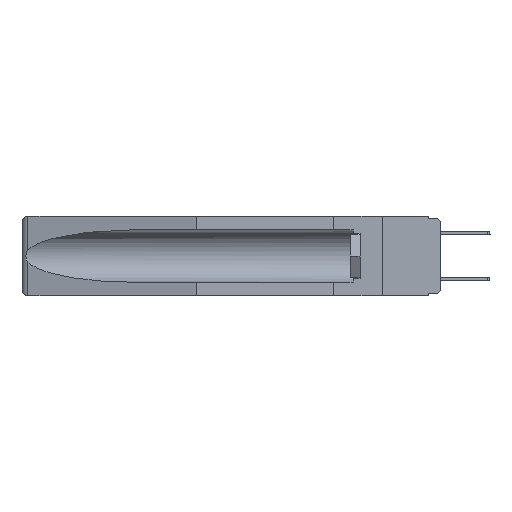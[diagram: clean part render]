
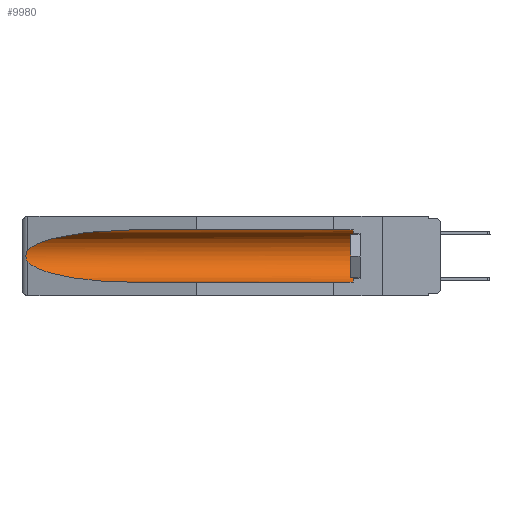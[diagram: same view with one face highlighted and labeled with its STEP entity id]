
A CAD part, left-side view. The second image highlights one B-rep face of the part: STEP entity #9980.
In plain terms, the highlighted cylindrical face has radius 2.857 mm (diameter 5.715 mm), a partial arc.
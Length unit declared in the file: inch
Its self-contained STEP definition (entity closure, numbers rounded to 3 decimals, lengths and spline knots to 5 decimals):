
#735 = DIRECTION ( 'NONE',  ( 0., 1., 0. ) ) ;
#1150 = CARTESIAN_POINT ( 'NONE',  ( 0.21114, 1.30732, -0.059 ) ) ;
#1652 = CARTESIAN_POINT ( 'NONE',  ( 0.155, 0.126, -0.284 ) ) ;
#1697 = AXIS2_PLACEMENT_3D ( 'NONE', #8447, #14519, #16090 ) ;
#1783 = VECTOR ( 'NONE', #735, 39.37008 ) ;
#2005 = EDGE_CURVE ( 'NONE', #18229, #8737, #7285, .T. ) ;
#2448 = EDGE_CURVE ( 'NONE', #8340, #5236, #6480, .T. ) ;
#3079 = B_SPLINE_CURVE_WITH_KNOTS ( 'NONE', 3,
 ( #4571, #7575, #17186, #3099, #14055, #7897, #10819, #15624, #3217, #13958 ),
 .UNSPECIFIED., .F., .F.,
 ( 4, 2, 2, 2, 4 ),
 ( 0., 0.00029, 0.00058, 0.00087, 0.00117 ),
 .UNSPECIFIED. ) ;
#3099 = CARTESIAN_POINT ( 'NONE',  ( 0.2673, 1.5327, -0.16383 ) ) ;
#3217 = CARTESIAN_POINT ( 'NONE',  ( 0.26597, 1.5296, -0.19026 ) ) ;
#3397 = CARTESIAN_POINT ( 'NONE',  ( 0.26537, 1.52718, -0.19328 ) ) ;
#4172 = CARTESIAN_POINT ( 'NONE',  ( 0.155, 1.07973, -0.059 ) ) ;
#4571 = CARTESIAN_POINT ( 'NONE',  ( 0.26537, 1.52718, -0.14972 ) ) ;
#4744 = CARTESIAN_POINT ( 'NONE',  ( 0.25451, 1.48313, -0.24835 ) ) ;
#4756 = ORIENTED_EDGE ( 'NONE', *, *, #15838, .F. ) ;
#5236 = VERTEX_POINT ( 'NONE', #12696 ) ;
#5504 = ORIENTED_EDGE ( 'NONE', *, *, #2448, .T. ) ;
#5642 = CARTESIAN_POINT ( 'NONE',  ( 0.26537, 1.52718, -0.14972 ) ) ;
#5822 = DIRECTION ( 'NONE',  ( 0., 1., 0. ) ) ;
#6480 =( BOUNDED_CURVE ( )  B_SPLINE_CURVE ( 3, ( #3397, #4744, #7870, #11225 ),
 .UNSPECIFIED., .F., .F. ) 
 B_SPLINE_CURVE_WITH_KNOTS ( ( 4, 4 ),
 ( 0.1948, 1.5708 ),
 .UNSPECIFIED. ) 
 CURVE ( )  GEOMETRIC_REPRESENTATION_ITEM ( )  RATIONAL_B_SPLINE_CURVE ( ( 1., 0.848, 0.848, 1. ) ) 
 REPRESENTATION_ITEM ( '' )  );
#6497 = AXIS2_PLACEMENT_3D ( 'NONE', #10270, #13194, #19586 ) ;
#6820 = FACE_OUTER_BOUND ( 'NONE', #15523, .T. ) ;
#7285 = LINE ( 'NONE', #7386, #17510 ) ;
#7386 = CARTESIAN_POINT ( 'NONE',  ( 0.155, -0.30754, -0.059 ) ) ;
#7575 = CARTESIAN_POINT ( 'NONE',  ( 0.26597, 1.52961, -0.15275 ) ) ;
#7870 = CARTESIAN_POINT ( 'NONE',  ( 0.21114, 1.30732, -0.284 ) ) ;
#7897 = CARTESIAN_POINT ( 'NONE',  ( 0.2675, 1.53308, -0.17534 ) ) ;
#7989 = CARTESIAN_POINT ( 'NONE',  ( 0.26537, 1.52718, -0.19328 ) ) ;
#8014 = CARTESIAN_POINT ( 'NONE',  ( 0.155, 0.126, -0.059 ) ) ;
#8340 = VERTEX_POINT ( 'NONE', #7989 ) ;
#8447 = CARTESIAN_POINT ( 'NONE',  ( 0.155, 0.126, -0.1715 ) ) ;
#8660 = CARTESIAN_POINT ( 'NONE',  ( 0.155, -0.30754, -0.284 ) ) ;
#8698 = CYLINDRICAL_SURFACE ( 'NONE', #6497, 0.1125 ) ;
#8737 = VERTEX_POINT ( 'NONE', #18625 ) ;
#9964 = ORIENTED_EDGE ( 'NONE', *, *, #2005, .T. ) ;
#9980 = ADVANCED_FACE ( 'NONE', ( #6820 ), #8698, .F. ) ;
#10021 = LINE ( 'NONE', #8660, #1783 ) ;
#10270 = CARTESIAN_POINT ( 'NONE',  ( 0.155, -0.30754, -0.1715 ) ) ;
#10602 = VERTEX_POINT ( 'NONE', #5642 ) ;
#10667 = CIRCLE ( 'NONE', #1697, 0.1125 ) ;
#10733 =( BOUNDED_CURVE ( )  B_SPLINE_CURVE ( 3, ( #4172, #1150, #20143, #16787 ),
 .UNSPECIFIED., .F., .F. ) 
 B_SPLINE_CURVE_WITH_KNOTS ( ( 4, 4 ),
 ( 4.71239, 6.08839 ),
 .UNSPECIFIED. ) 
 CURVE ( )  GEOMETRIC_REPRESENTATION_ITEM ( )  RATIONAL_B_SPLINE_CURVE ( ( 1., 0.848, 0.848, 1. ) ) 
 REPRESENTATION_ITEM ( '' )  );
#10819 = CARTESIAN_POINT ( 'NONE',  ( 0.2673, 1.53269, -0.17917 ) ) ;
#11225 = CARTESIAN_POINT ( 'NONE',  ( 0.155, 1.07973, -0.284 ) ) ;
#12193 = ORIENTED_EDGE ( 'NONE', *, *, #13442, .T. ) ;
#12493 = ORIENTED_EDGE ( 'NONE', *, *, #12914, .T. ) ;
#12696 = CARTESIAN_POINT ( 'NONE',  ( 0.155, 1.07973, -0.284 ) ) ;
#12914 = EDGE_CURVE ( 'NONE', #10602, #8340, #3079, .T. ) ;
#13194 = DIRECTION ( 'NONE',  ( 0., 1., 0. ) ) ;
#13255 = EDGE_CURVE ( 'NONE', #20142, #18229, #10667, .T. ) ;
#13442 = EDGE_CURVE ( 'NONE', #8737, #10602, #10733, .T. ) ;
#13958 = CARTESIAN_POINT ( 'NONE',  ( 0.26537, 1.52718, -0.19328 ) ) ;
#14055 = CARTESIAN_POINT ( 'NONE',  ( 0.2675, 1.53308, -0.16763 ) ) ;
#14519 = DIRECTION ( 'NONE',  ( 0., -1., 0. ) ) ;
#15523 = EDGE_LOOP ( 'NONE', ( #12193, #12493, #5504, #4756, #18576, #9964 ) ) ;
#15624 = CARTESIAN_POINT ( 'NONE',  ( 0.26655, 1.53094, -0.18657 ) ) ;
#15838 = EDGE_CURVE ( 'NONE', #20142, #5236, #10021, .T. ) ;
#16090 = DIRECTION ( 'NONE',  ( 0., 0., 1. ) ) ;
#16787 = CARTESIAN_POINT ( 'NONE',  ( 0.26537, 1.52718, -0.14972 ) ) ;
#17186 = CARTESIAN_POINT ( 'NONE',  ( 0.26654, 1.53092, -0.15636 ) ) ;
#17510 = VECTOR ( 'NONE', #5822, 39.37008 ) ;
#18229 = VERTEX_POINT ( 'NONE', #8014 ) ;
#18576 = ORIENTED_EDGE ( 'NONE', *, *, #13255, .T. ) ;
#18625 = CARTESIAN_POINT ( 'NONE',  ( 0.155, 1.07973, -0.059 ) ) ;
#19586 = DIRECTION ( 'NONE',  ( 0., 0., 1. ) ) ;
#20142 = VERTEX_POINT ( 'NONE', #1652 ) ;
#20143 = CARTESIAN_POINT ( 'NONE',  ( 0.25451, 1.48313, -0.09465 ) ) ;
